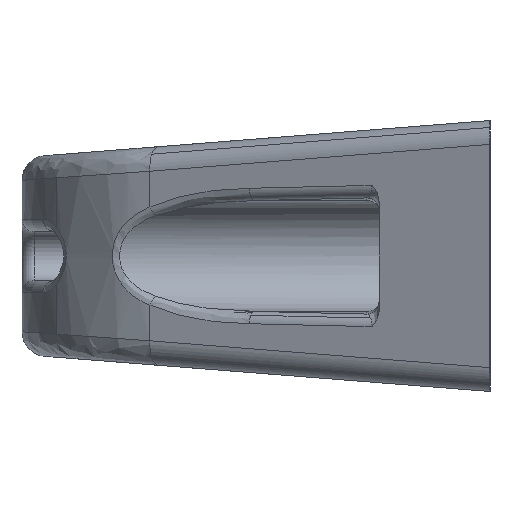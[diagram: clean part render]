
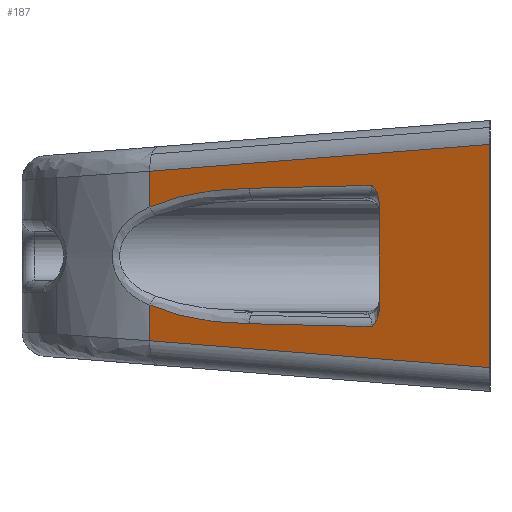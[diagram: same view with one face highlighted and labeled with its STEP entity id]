
A CAD part, left-side view. The second image highlights one B-rep face of the part: STEP entity #187.
In plain terms, the highlighted planar face has unit normal (-0.906, 0.423, 0).
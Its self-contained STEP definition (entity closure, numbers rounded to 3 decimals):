
#187=ADVANCED_FACE('',(#454),#455,.T.);
#454=FACE_OUTER_BOUND('',#1208,.T.);
#455=PLANE('',#1209);
#1208=EDGE_LOOP('',(#2312,#2313,#2314,#2315,#2316,#2317,#2318,#2319,#2320,#2321,#2322,#2323));
#1209=AXIS2_PLACEMENT_3D('',#2324,#2325,#2326);
#2312=ORIENTED_EDGE('',*,*,#2950,.F.);
#2313=ORIENTED_EDGE('',*,*,#2953,.F.);
#2314=ORIENTED_EDGE('',*,*,#2960,.F.);
#2315=ORIENTED_EDGE('',*,*,#2783,.F.);
#2316=ORIENTED_EDGE('',*,*,#3020,.F.);
#2317=ORIENTED_EDGE('',*,*,#3021,.F.);
#2318=ORIENTED_EDGE('',*,*,#3022,.F.);
#2319=ORIENTED_EDGE('',*,*,#2785,.F.);
#2320=ORIENTED_EDGE('',*,*,#2963,.F.);
#2321=ORIENTED_EDGE('',*,*,#2956,.F.);
#2322=ORIENTED_EDGE('',*,*,#2942,.F.);
#2323=ORIENTED_EDGE('',*,*,#2947,.F.);
#2324=CARTESIAN_POINT('',(-38.28,38.0,0.0));
#2325=DIRECTION('',(-0.906,0.423,0.0));
#2326=DIRECTION('',(0.0,0.0,1.0));
#2783=EDGE_CURVE('',#3268,#3270,#3271,.T.);
#2785=EDGE_CURVE('',#3272,#3274,#3275,.T.);
#2942=EDGE_CURVE('',#3535,#3536,#3537,.T.);
#2947=EDGE_CURVE('',#3541,#3535,#3543,.T.);
#2950=EDGE_CURVE('',#3546,#3541,#3547,.T.);
#2953=EDGE_CURVE('',#3549,#3546,#3551,.T.);
#2956=EDGE_CURVE('',#3536,#3555,#3556,.T.);
#2960=EDGE_CURVE('',#3270,#3549,#3561,.T.);
#2963=EDGE_CURVE('',#3555,#3272,#3565,.T.);
#3020=EDGE_CURVE('',#3638,#3268,#3640,.T.);
#3021=EDGE_CURVE('',#3641,#3638,#3642,.T.);
#3022=EDGE_CURVE('',#3274,#3641,#3643,.T.);
#3268=VERTEX_POINT('',#4034);
#3270=VERTEX_POINT('',#4036);
#3271=LINE('',#4037,#4038);
#3272=VERTEX_POINT('',#4039);
#3274=VERTEX_POINT('',#4049);
#3275=LINE('',#4050,#4051);
#3535=VERTEX_POINT('',#4640);
#3536=VERTEX_POINT('',#4641);
#3537=B_SPLINE_CURVE_WITH_KNOTS('',3,(#4642,#4643,#4644,#4645,#4646,#4647,#4648,#4649,#4650,#4651),.UNSPECIFIED.,.F.,.F.,(4,2,2,2,4),(0.,0.042,0.095,0.166,0.167),.UNSPECIFIED.);
#3541=VERTEX_POINT('',#4655);
#3543=LINE('',#4657,#4658);
#3546=VERTEX_POINT('',#4662);
#3547=B_SPLINE_CURVE_WITH_KNOTS('',3,(#4663,#4664,#4665,#4666,#4667,#4668,#4669,#4670,#4671,#4672),.UNSPECIFIED.,.F.,.F.,(4,2,2,2,4),(-0.001,0.0,0.052,0.104,0.16),.UNSPECIFIED.);
#3549=VERTEX_POINT('',#4674);
#3551=LINE('',#4691,#4692);
#3555=VERTEX_POINT('',#4706);
#3556=LINE('',#4707,#4708);
#3561=ELLIPSE('',#4728,13.014,5.5);
#3565=ELLIPSE('',#4740,13.014,5.5);
#3638=VERTEX_POINT('',#4871);
#3640=LINE('',#4873,#4874);
#3641=VERTEX_POINT('',#4875);
#3642=LINE('',#4876,#4877);
#3643=LINE('',#4878,#4879);
#4034=CARTESIAN_POINT('',(-43.127,27.607,-6.881));
#4036=CARTESIAN_POINT('',(-43.127,27.607,-3.99));
#4037=CARTESIAN_POINT('',(-43.127,27.607,-6.881));
#4038=VECTOR('',#5158,2.891);
#4039=CARTESIAN_POINT('',(-43.127,27.607,3.99));
#4049=CARTESIAN_POINT('',(-43.127,27.607,6.881));
#4050=CARTESIAN_POINT('',(-43.127,27.607,3.99));
#4051=VECTOR('',#5159,2.891);
#4640=CARTESIAN_POINT('',(-51.803,9.0,4.321));
#4641=CARTESIAN_POINT('',(-51.534,9.577,5.732));
#4642=CARTESIAN_POINT('',(-51.803,9.0,4.321));
#4643=CARTESIAN_POINT('',(-51.803,9.0,4.461));
#4644=CARTESIAN_POINT('',(-51.796,9.016,4.601));
#4645=CARTESIAN_POINT('',(-51.764,9.084,4.907));
#4646=CARTESIAN_POINT('',(-51.736,9.144,5.07));
#4647=CARTESIAN_POINT('',(-51.65,9.328,5.433));
#4648=CARTESIAN_POINT('',(-51.59,9.457,5.599));
#4649=CARTESIAN_POINT('',(-51.535,9.575,5.73));
#4650=CARTESIAN_POINT('',(-51.535,9.576,5.731));
#4651=CARTESIAN_POINT('',(-51.534,9.577,5.732));
#4655=CARTESIAN_POINT('',(-51.803,9.0,-4.321));
#4657=CARTESIAN_POINT('',(-51.803,9.0,-4.321));
#4658=VECTOR('',#5414,8.641);
#4662=CARTESIAN_POINT('',(-51.534,9.577,-5.732));
#4663=CARTESIAN_POINT('',(-51.534,9.577,-5.732));
#4664=CARTESIAN_POINT('',(-51.535,9.576,-5.731));
#4665=CARTESIAN_POINT('',(-51.535,9.575,-5.73));
#4666=CARTESIAN_POINT('',(-51.587,9.463,-5.606));
#4667=CARTESIAN_POINT('',(-51.633,9.365,-5.476));
#4668=CARTESIAN_POINT('',(-51.712,9.196,-5.187));
#4669=CARTESIAN_POINT('',(-51.743,9.128,-5.032));
#4670=CARTESIAN_POINT('',(-51.79,9.028,-4.691));
#4671=CARTESIAN_POINT('',(-51.803,9.,-4.507));
#4672=CARTESIAN_POINT('',(-51.803,9.,-4.321));
#4674=CARTESIAN_POINT('',(-46.885,19.546,-5.5));
#4691=CARTESIAN_POINT('',(-46.885,19.546,-5.5));
#4692=VECTOR('',#5422,11.002);
#4706=CARTESIAN_POINT('',(-46.885,19.546,5.5));
#4707=CARTESIAN_POINT('',(-51.534,9.577,5.732));
#4708=VECTOR('',#5424,11.002);
#4728=AXIS2_PLACEMENT_3D('',#5431,#5432,#5433);
#4740=AXIS2_PLACEMENT_3D('',#5437,#5438,#5439);
#4871=CARTESIAN_POINT('',(-56.0,0.0,-9.061));
#4873=CARTESIAN_POINT('',(-56.0,0.0,-9.061));
#4874=VECTOR('',#5564,30.539);
#4875=CARTESIAN_POINT('',(-56.0,0.0,9.061));
#4876=CARTESIAN_POINT('',(-56.0,0.0,9.061));
#4877=VECTOR('',#5565,18.121);
#4878=CARTESIAN_POINT('',(-43.127,27.607,6.881));
#4879=VECTOR('',#5566,30.539);
#5158=DIRECTION('',(0.0,0.0,1.0));
#5159=DIRECTION('',(0.0,0.0,1.0));
#5414=DIRECTION('',(0.0,0.0,1.0));
#5422=DIRECTION('',(-0.423,-0.906,-0.021));
#5424=DIRECTION('',(0.423,0.906,-0.021));
#5431=CARTESIAN_POINT('',(-46.912,19.49,0.0));
#5432=DIRECTION('',(-0.906,0.423,0.0));
#5433=DIRECTION('',(0.423,0.906,0.0));
#5437=CARTESIAN_POINT('',(-46.912,19.49,0.0));
#5438=DIRECTION('',(-0.906,0.423,0.0));
#5439=DIRECTION('',(0.423,0.906,0.0));
#5564=DIRECTION('',(0.422,0.904,0.071));
#5565=DIRECTION('',(0.0,0.0,-1.0));
#5566=DIRECTION('',(-0.422,-0.904,0.071));
